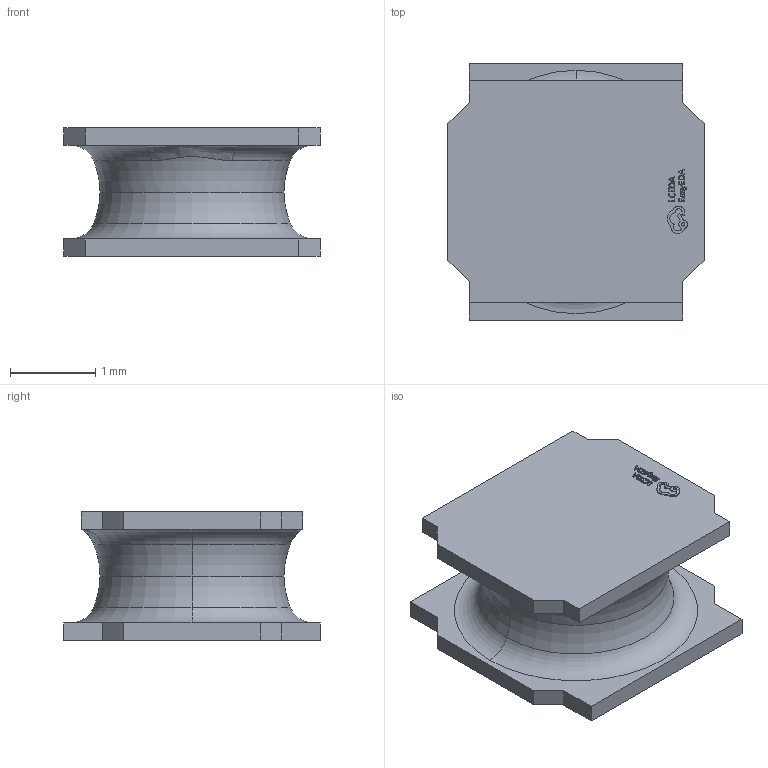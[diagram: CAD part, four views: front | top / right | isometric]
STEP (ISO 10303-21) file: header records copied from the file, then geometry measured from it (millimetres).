
FILE_DESCRIPTION (( 'STEP AP214' ), '1' );
FILE_NAME ('IND-SMD_L3.0-W3.0-H1.5_FNR30XXS.step', '2022-07-09T00:01:54', ( '' ), ( '' ), 'SwSTEP 2.0', 'SolidWorks 2020', '' );
FILE_SCHEMA (( 'AUTOMOTIVE_DESIGN' ));
Length unit declared in the file: millimetre
Products named in the file (1): IND-SMD_L3.0-W3.0-H1.5_FNR30XXS
Bounding box: 3 x 3 x 1.52 mm (x, y, z)
Volume: 7.7 mm3; surface area: 34.3 mm2
Topology: 1 solids, 1 shells, 332 faces, 896 edges, 593 vertices
Faces by surface type: plane 204, bspline 115, torus 13
Entity records: 15269 total; most frequent: CARTESIAN_POINT 4006, ORIENTED_EDGE 1792, DIRECTION 1134, EDGE_CURVE 896, LINE 632, VECTOR 632, VERTEX_POINT 593, EDGE_LOOP 359
